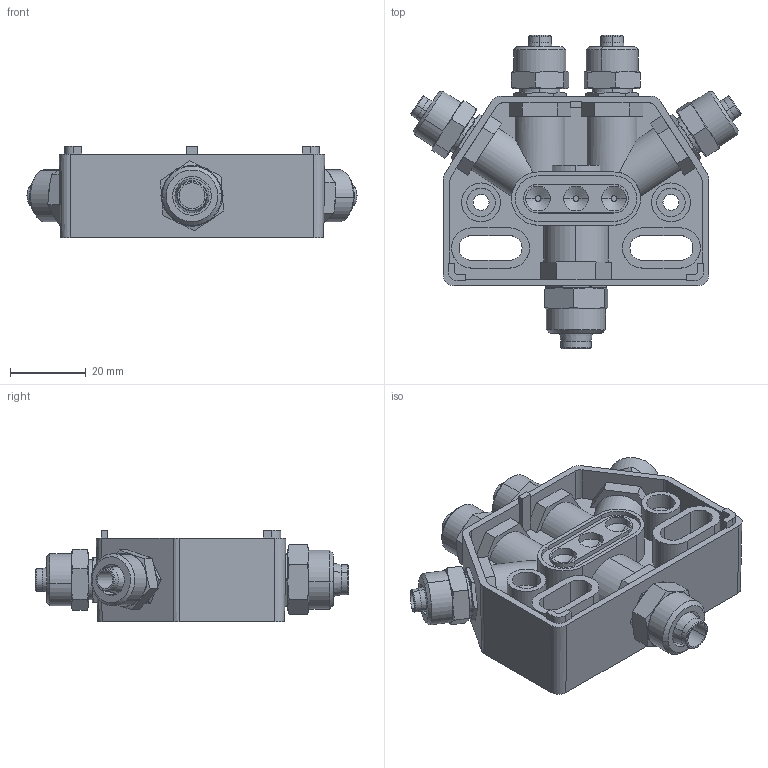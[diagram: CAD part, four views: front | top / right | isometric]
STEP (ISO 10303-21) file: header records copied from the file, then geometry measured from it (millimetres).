
FILE_DESCRIPTION(('STEP AP214'),'1');
FILE_NAME('COVAL_NVS4.stp','2017-12-27T18:45:50',('TraceParts'),('TraceParts S.A.'),'Spatial InterOp 3D',' ',' ');
FILE_SCHEMA(('automotive_design'));
Length unit declared in the file: millimetre
Products named in the file (1): COVAL_NVS4
Bounding box: 86.95 x 82.5 x 24 mm (x, y, z)
Volume: 41006 mm3; surface area: 39466.9 mm2
Topology: 11 solids, 17 shells, 739 faces, 1790 edges, 1146 vertices
Faces by surface type: plane 341, cylinder 230, cone 166, torus 2
Entity records: 28058 total; most frequent: CARTESIAN_POINT 4512, DIRECTION 3736, ORIENTED_EDGE 3556, EDGE_CURVE 1778, AXIS2_PLACEMENT_3D 1386, VERTEX_POINT 1146, LINE 964, VECTOR 964
